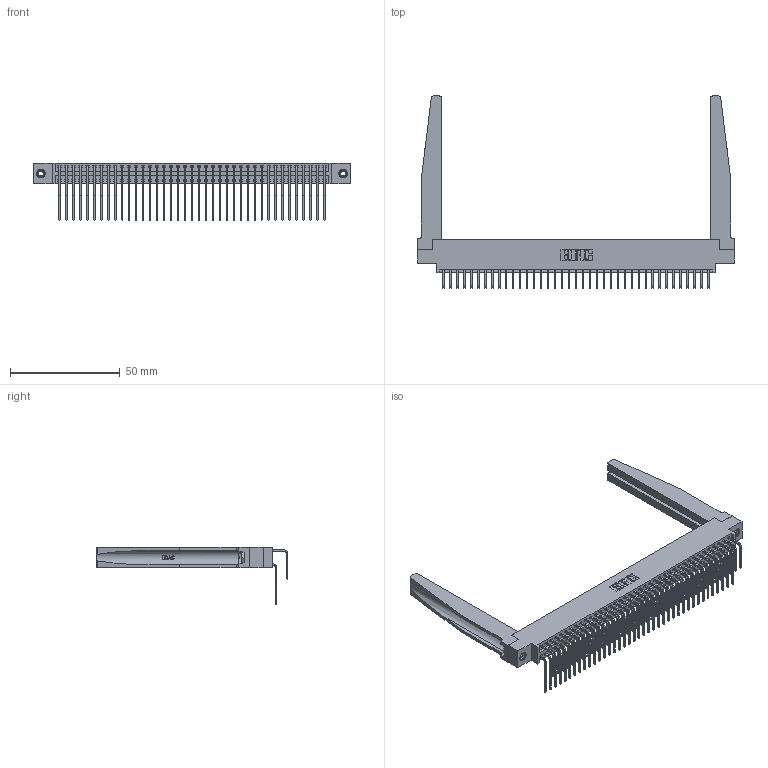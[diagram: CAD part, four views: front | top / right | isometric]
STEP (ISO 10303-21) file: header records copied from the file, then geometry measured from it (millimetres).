
FILE_DESCRIPTION (( 'STEP AP203' ), '1' );
FILE_NAME ('346-078-558-878.STEP', '2022-05-25T14:45:20', ( '' ), ( '' ), 'SwSTEP 2.0', 'SolidWorks 2020', '' );
FILE_SCHEMA (( 'CONFIG_CONTROL_DESIGN' ));
Length unit declared in the file: inch
Products named in the file (6): 345-250-001_345-250-001-102; 345-292-001_558 559 Tail - 1; 345-292-001_558 Tail - 2; 346 Part_0.170 Offset - 0.156 Dia-TH; 346-078-558-878; 346-220-078_345-220-078
Assembly tree (83 placements, depth 2):
  346-078-558-878
    346 Part_0.170 Offset - 0.156 Dia-TH
    345-292-001_558 559 Tail - 1  x39
    345-292-001_558 Tail - 2  x39
    346-220-078_345-220-078  x2
    345-250-001_345-250-001-102  x2
Bounding box: 144.4 x 87.44 x 26.16 mm (x, y, z)
Volume: 21243.5 mm3; surface area: 28567.1 mm2
Topology: 83 solids, 83 shells, 4586 faces, 13543 edges, 8914 vertices
Faces by surface type: plane 3122, cylinder 1412, bspline 36, cone 12, torus 4
Entity records: 32936 total; most frequent: CARTESIAN_POINT 6428, ORIENTED_EDGE 5198, DIRECTION 4673, EDGE_CURVE 2599, VECTOR 2177, LINE 2177, VERTEX_POINT 1724, AXIS2_PLACEMENT_3D 1248
